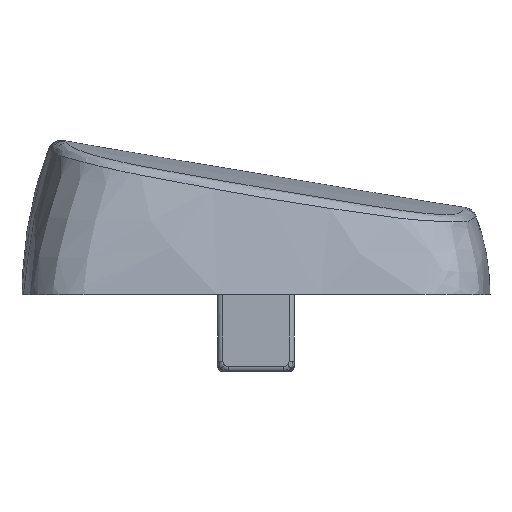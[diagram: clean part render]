
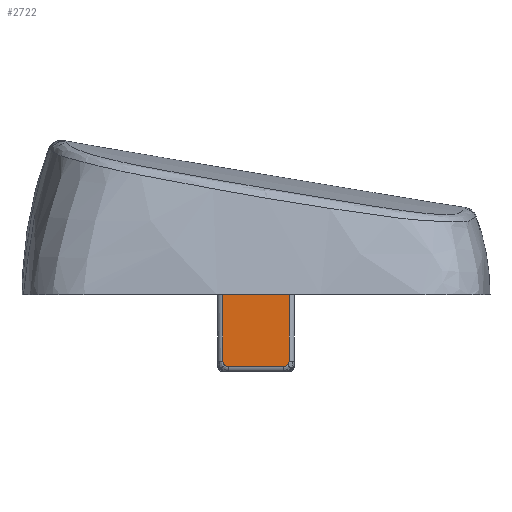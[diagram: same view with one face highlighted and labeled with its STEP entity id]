
A CAD part, left-side view. The second image highlights one B-rep face of the part: STEP entity #2722.
In plain terms, the highlighted planar face has unit normal (-1, 0, -0.009).
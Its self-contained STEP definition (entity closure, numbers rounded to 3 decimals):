
#23=PLANE('',#2971);
#68=LINE('',#7980,#116);
#70=LINE('',#7983,#118);
#72=LINE('',#7986,#120);
#77=LINE('',#7993,#125);
#116=VECTOR('',#3452,10.);
#118=VECTOR('',#3456,10.);
#120=VECTOR('',#3460,10.);
#125=VECTOR('',#3469,10.);
#275=FACE_OUTER_BOUND('',#414,.T.);
#414=EDGE_LOOP('',(#2184,#2185,#2186,#2187,#2188,#2189,#2190,#2191,#2192,
#2193,#2194,#2195));
#465=CIRCLE('',#2784,0.231);
#468=CIRCLE('',#2787,0.231);
#475=CIRCLE('',#2794,0.201);
#478=CIRCLE('',#2797,0.201);
#499=CIRCLE('',#2818,0.231);
#501=CIRCLE('',#2820,0.201);
#504=CIRCLE('',#2823,0.201);
#610=CIRCLE('',#2946,0.231);
#874=VERTEX_POINT('',#4335);
#875=VERTEX_POINT('',#4342);
#877=VERTEX_POINT('',#4388);
#886=VERTEX_POINT('',#4573);
#887=VERTEX_POINT('',#4580);
#889=VERTEX_POINT('',#4626);
#914=VERTEX_POINT('',#5141);
#915=VERTEX_POINT('',#5148);
#918=VERTEX_POINT('',#5195);
#919=VERTEX_POINT('',#5202);
#921=VERTEX_POINT('',#5248);
#1033=VERTEX_POINT('',#7721);
#1203=EDGE_CURVE('',#874,#875,#465,.T.);
#1207=EDGE_CURVE('',#877,#874,#468,.T.);
#1219=EDGE_CURVE('',#886,#887,#475,.T.);
#1223=EDGE_CURVE('',#889,#886,#478,.T.);
#1257=EDGE_CURVE('',#914,#915,#499,.T.);
#1261=EDGE_CURVE('',#918,#919,#501,.T.);
#1265=EDGE_CURVE('',#921,#918,#504,.T.);
#1446=EDGE_CURVE('',#1033,#914,#610,.T.);
#1473=EDGE_CURVE('',#887,#877,#68,.T.);
#1475=EDGE_CURVE('',#875,#1033,#70,.T.);
#1477=EDGE_CURVE('',#919,#889,#72,.T.);
#1482=EDGE_CURVE('',#915,#921,#77,.T.);
#2184=ORIENTED_EDGE('',*,*,#1207,.F.);
#2185=ORIENTED_EDGE('',*,*,#1473,.F.);
#2186=ORIENTED_EDGE('',*,*,#1219,.F.);
#2187=ORIENTED_EDGE('',*,*,#1223,.F.);
#2188=ORIENTED_EDGE('',*,*,#1477,.F.);
#2189=ORIENTED_EDGE('',*,*,#1261,.F.);
#2190=ORIENTED_EDGE('',*,*,#1265,.F.);
#2191=ORIENTED_EDGE('',*,*,#1482,.F.);
#2192=ORIENTED_EDGE('',*,*,#1257,.F.);
#2193=ORIENTED_EDGE('',*,*,#1446,.F.);
#2194=ORIENTED_EDGE('',*,*,#1475,.F.);
#2195=ORIENTED_EDGE('',*,*,#1203,.F.);
#2722=ADVANCED_FACE('',(#275),#23,.T.);
#2784=AXIS2_PLACEMENT_3D('',#4343,#3048,#3049);
#2787=AXIS2_PLACEMENT_3D('',#4390,#3054,#3055);
#2794=AXIS2_PLACEMENT_3D('',#4581,#3068,#3069);
#2797=AXIS2_PLACEMENT_3D('',#4628,#3074,#3075);
#2818=AXIS2_PLACEMENT_3D('',#5149,#3116,#3117);
#2820=AXIS2_PLACEMENT_3D('',#5203,#3120,#3121);
#2823=AXIS2_PLACEMENT_3D('',#5250,#3126,#3127);
#2946=AXIS2_PLACEMENT_3D('',#7723,#3396,#3397);
#2971=AXIS2_PLACEMENT_3D('',#7994,#3470,#3471);
#3048=DIRECTION('center_axis',(1.,0.,0.009));
#3049=DIRECTION('ref_axis',(-0.006,0.71,0.704));
#3054=DIRECTION('center_axis',(1.,0.,0.009));
#3055=DIRECTION('ref_axis',(-0.006,0.71,0.704));
#3068=DIRECTION('center_axis',(1.,0.,0.009));
#3069=DIRECTION('ref_axis',(0.006,0.704,-0.71));
#3074=DIRECTION('center_axis',(1.,0.,0.009));
#3075=DIRECTION('ref_axis',(0.006,0.704,-0.71));
#3116=DIRECTION('center_axis',(1.,0.,0.009));
#3117=DIRECTION('ref_axis',(-0.006,-0.71,0.704));
#3120=DIRECTION('center_axis',(1.,0.,0.009));
#3121=DIRECTION('ref_axis',(0.006,-0.704,-0.71));
#3126=DIRECTION('center_axis',(1.,0.,0.009));
#3127=DIRECTION('ref_axis',(0.006,-0.704,-0.71));
#3396=DIRECTION('center_axis',(1.,0.,0.009));
#3397=DIRECTION('ref_axis',(-0.006,-0.71,0.704));
#3452=DIRECTION('',(-0.009,0.009,1.));
#3456=DIRECTION('',(0.,-1.,0.));
#3460=DIRECTION('',(0.,1.,0.));
#3469=DIRECTION('',(0.009,0.009,-1.));
#3470=DIRECTION('center_axis',(-1.,0.,
-0.009));
#3471=DIRECTION('ref_axis',(0.,1.,0.));
#4335=CARTESIAN_POINT('',(-3.447,1.229,-0.316));
#4342=CARTESIAN_POINT('',(-3.448,1.065,-0.248));
#4343=CARTESIAN_POINT('Origin',(-3.446,1.065,-0.478));
#4388=CARTESIAN_POINT('',(-3.446,1.296,-0.48));
#4390=CARTESIAN_POINT('Origin',(-3.446,1.065,-0.478));
#4573=CARTESIAN_POINT('',(-3.419,1.211,-3.543));
#4580=CARTESIAN_POINT('',(-3.42,1.27,-3.402));
#4581=CARTESIAN_POINT('Origin',(-3.42,1.069,-3.401));
#4626=CARTESIAN_POINT('',(-3.419,1.069,-3.602));
#4628=CARTESIAN_POINT('Origin',(-3.42,1.069,-3.401));
#5141=CARTESIAN_POINT('',(-3.447,-1.229,-0.316));
#5148=CARTESIAN_POINT('',(-3.446,-1.296,-0.48));
#5149=CARTESIAN_POINT('Origin',(-3.446,-1.065,-0.478));
#5195=CARTESIAN_POINT('',(-3.419,-1.211,-3.543));
#5202=CARTESIAN_POINT('',(-3.419,-1.069,-3.602));
#5203=CARTESIAN_POINT('Origin',(-3.42,-1.069,-3.401));
#5248=CARTESIAN_POINT('',(-3.42,-1.27,-3.402));
#5250=CARTESIAN_POINT('Origin',(-3.42,-1.069,-3.401));
#7721=CARTESIAN_POINT('',(-3.448,-1.065,-0.248));
#7723=CARTESIAN_POINT('Origin',(-3.446,-1.065,-0.478));
#7980=CARTESIAN_POINT('',(-3.45,1.3,-0.003));
#7983=CARTESIAN_POINT('',(-3.448,0.75,-0.248));
#7986=CARTESIAN_POINT('',(-3.419,0.75,-3.602));
#7993=CARTESIAN_POINT('',(-3.45,-1.3,-0.011));
#7994=CARTESIAN_POINT('Origin',(-3.45,1.5,0.));
